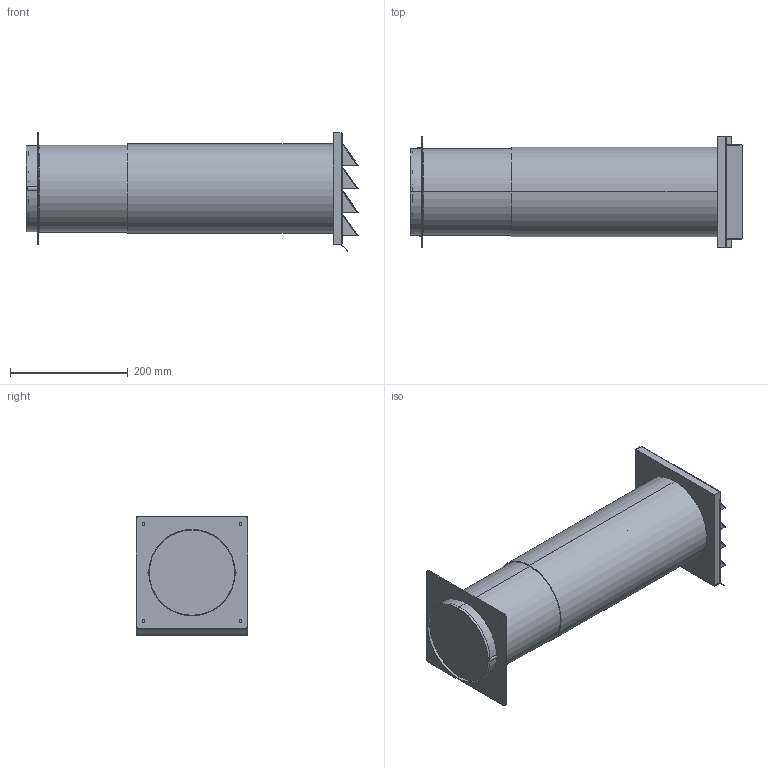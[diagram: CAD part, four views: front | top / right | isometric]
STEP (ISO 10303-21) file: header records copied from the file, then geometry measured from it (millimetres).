
FILE_DESCRIPTION(('STEP AP214'),'1');
FILE_NAME('4022039_V Klima E 150 Mauerkasten.STP','2023-09-26T10:16:17',(' '),(' '),'Spatial InterOp 3D',' ',' ');
FILE_SCHEMA(('AUTOMOTIVE_DESIGN { 1 0 10303 214 1 1 1 1 }'));
Length unit declared in the file: millimetre
Products named in the file (13): ASSEM1; 4022039_V Klima E 150 Mauerkasten
Assembly tree (12 placements, depth 4):
  4022039_V Klima E 150 Mauerkasten
    (unnamed)
      (unnamed)
        ASSEM1
        (unnamed)
        (unnamed)
        (unnamed)
    (unnamed)
      ASSEM1
    (unnamed)
      (unnamed)
        ASSEM1
        (unnamed)
Bounding box: 564.7 x 190 x 201.41 mm (x, y, z)
Volume: 1063440.3 mm3; surface area: 1093216.6 mm2
Topology: 7 solids, 7 shells, 212 faces, 571 edges, 375 vertices
Faces by surface type: cylinder 110, plane 88, cone 10, sphere 4
Entity records: 7621 total; most frequent: CARTESIAN_POINT 1746, DIRECTION 1240, ORIENTED_EDGE 1142, EDGE_CURVE 571, AXIS2_PLACEMENT_3D 461, VERTEX_POINT 375, LINE 318, VECTOR 318
